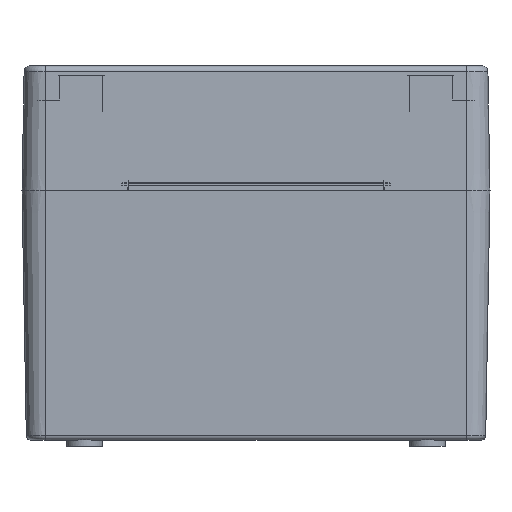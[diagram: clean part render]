
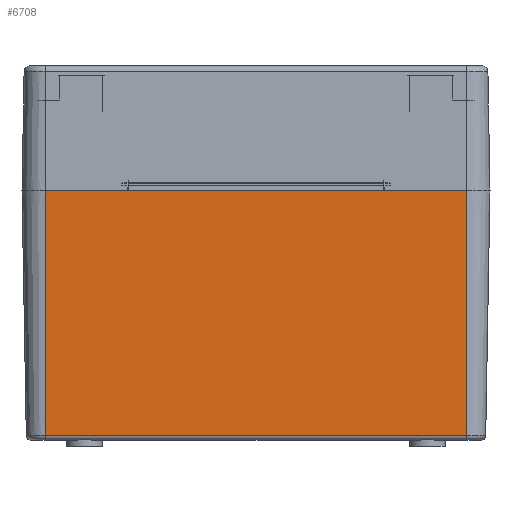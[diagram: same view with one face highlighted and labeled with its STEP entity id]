
A CAD part, left-side view. The second image highlights one B-rep face of the part: STEP entity #6708.
In plain terms, the highlighted planar face has unit normal (-1, 0, -0.018).
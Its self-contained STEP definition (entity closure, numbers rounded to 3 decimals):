
#5991=CARTESIAN_POINT('',(-170.,67.5,0.0));
#5992=VERTEX_POINT('',#5991);
#6000=CARTESIAN_POINT('',(-170.,-67.5,0.0));
#6001=VERTEX_POINT('',#6000);
#6002=CARTESIAN_POINT('',(-170.,-67.5,0.0));
#6003=DIRECTION('',(0.0,1.0,0.0));
#6004=VECTOR('',#6003,135.);
#6005=LINE('',#6002,#6004);
#6006=EDGE_CURVE('',#6001,#5992,#6005,.T.);
#6594=CARTESIAN_POINT('',(-168.629,67.5,-78.526));
#6595=VERTEX_POINT('',#6594);
#6622=CARTESIAN_POINT('',(-168.629,-67.5,-78.526));
#6623=VERTEX_POINT('',#6622);
#6631=CARTESIAN_POINT('',(-168.629,-67.5,-78.526));
#6632=DIRECTION('',(0.0,1.0,0.0));
#6633=VECTOR('',#6632,135.);
#6634=LINE('',#6631,#6633);
#6635=EDGE_CURVE('',#6623,#6595,#6634,.T.);
#6687=CARTESIAN_POINT('',(-170.,67.5,0.0));
#6688=DIRECTION('',(-1.,0.0,-0.017));
#6689=DIRECTION('',(0.0,1.0,0.0));
#6690=AXIS2_PLACEMENT_3D('',#6687,#6688,#6689);
#6691=PLANE('',#6690);
#6692=ORIENTED_EDGE('',*,*,#6635,.F.);
#6693=CARTESIAN_POINT('',(-170.,-67.5,0.0));
#6694=DIRECTION('',(0.017,0.0,-1.));
#6695=VECTOR('',#6694,78.538);
#6696=LINE('',#6693,#6695);
#6697=EDGE_CURVE('',#6001,#6623,#6696,.T.);
#6698=ORIENTED_EDGE('',*,*,#6697,.F.);
#6699=ORIENTED_EDGE('',*,*,#6006,.T.);
#6700=CARTESIAN_POINT('',(-170.,67.5,0.0));
#6701=DIRECTION('',(0.017,0.0,-1.));
#6702=VECTOR('',#6701,78.538);
#6703=LINE('',#6700,#6702);
#6704=EDGE_CURVE('',#5992,#6595,#6703,.T.);
#6705=ORIENTED_EDGE('',*,*,#6704,.T.);
#6706=EDGE_LOOP('',(#6692,#6698,#6699,#6705));
#6707=FACE_OUTER_BOUND('',#6706,.T.);
#6708=ADVANCED_FACE('',(#6707),#6691,.T.);
